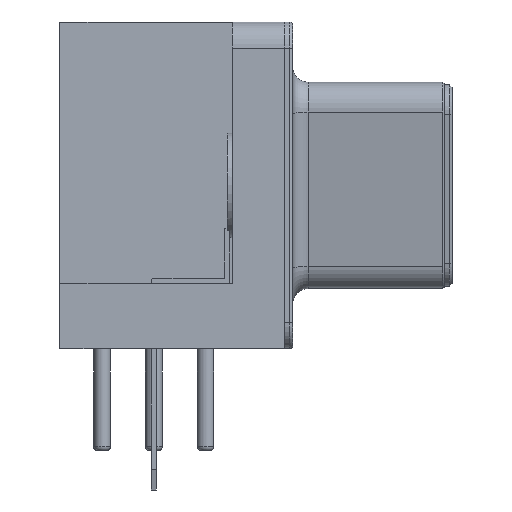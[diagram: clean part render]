
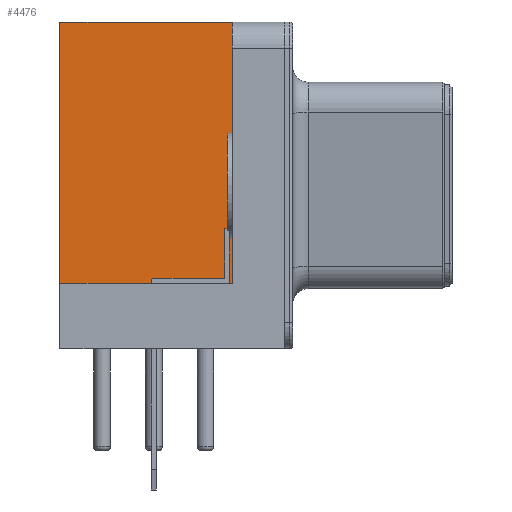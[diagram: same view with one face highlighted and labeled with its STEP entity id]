
A CAD part, left-side view. The second image highlights one B-rep face of the part: STEP entity #4476.
In plain terms, the highlighted planar face has unit normal (-1, 0, 0).
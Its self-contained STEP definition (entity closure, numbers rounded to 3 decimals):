
#3627 = VERTEX_POINT('',#3628);
#3628 = CARTESIAN_POINT('',(-22.688,1.61,12.5));
#3634 = EDGE_CURVE('',#3635,#3627,#3637,.T.);
#3635 = VERTEX_POINT('',#3636);
#3636 = CARTESIAN_POINT('',(-22.688,-4.99,12.5));
#3637 = LINE('',#3638,#3639);
#3638 = CARTESIAN_POINT('',(-22.688,-5.99,12.5));
#3639 = VECTOR('',#3640,1.);
#3640 = DIRECTION('',(0.,1.,0.));
#4450 = VERTEX_POINT('',#4451);
#4451 = CARTESIAN_POINT('',(-22.688,-4.99,2.5));
#4457 = EDGE_CURVE('',#4450,#3635,#4458,.T.);
#4458 = LINE('',#4459,#4460);
#4459 = CARTESIAN_POINT('',(-22.688,-4.99,2.5));
#4460 = VECTOR('',#4461,1.);
#4461 = DIRECTION('',(0.,0.,1.));
#4476 = ADVANCED_FACE('',(#4477),#4495,.F.);
#4477 = FACE_BOUND('',#4478,.F.);
#4478 = EDGE_LOOP('',(#4479,#4480,#4488,#4494));
#4479 = ORIENTED_EDGE('',*,*,#4457,.F.);
#4480 = ORIENTED_EDGE('',*,*,#4481,.T.);
#4481 = EDGE_CURVE('',#4450,#4482,#4484,.T.);
#4482 = VERTEX_POINT('',#4483);
#4483 = CARTESIAN_POINT('',(-22.688,1.61,2.5));
#4484 = LINE('',#4485,#4486);
#4485 = CARTESIAN_POINT('',(-22.688,-4.99,2.5));
#4486 = VECTOR('',#4487,1.);
#4487 = DIRECTION('',(-0.,1.,0.));
#4488 = ORIENTED_EDGE('',*,*,#4489,.T.);
#4489 = EDGE_CURVE('',#4482,#3627,#4490,.T.);
#4490 = LINE('',#4491,#4492);
#4491 = CARTESIAN_POINT('',(-22.688,1.61,4.375));
#4492 = VECTOR('',#4493,1.);
#4493 = DIRECTION('',(0.,0.,1.));
#4494 = ORIENTED_EDGE('',*,*,#3634,.F.);
#4495 = PLANE('',#4496);
#4496 = AXIS2_PLACEMENT_3D('',#4497,#4498,#4499);
#4497 = CARTESIAN_POINT('',(-22.688,-4.99,2.5));
#4498 = DIRECTION('',(1.,0.,0.));
#4499 = DIRECTION('',(0.,0.,1.));
